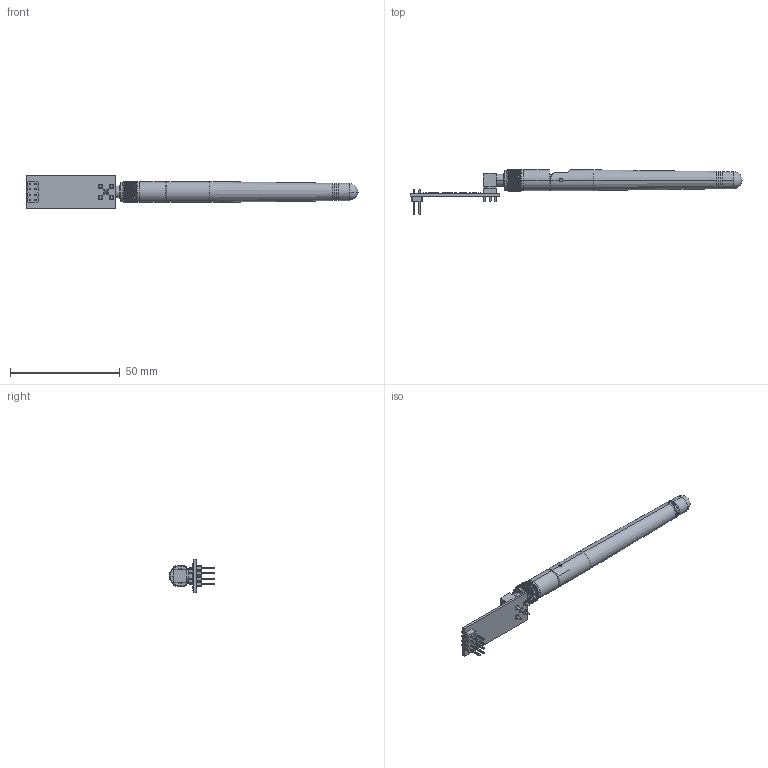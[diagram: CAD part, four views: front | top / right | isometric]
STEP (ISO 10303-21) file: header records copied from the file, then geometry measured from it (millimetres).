
FILE_DESCRIPTION (( 'STEP AP214' ),'1' );
FILE_NAME ('NRF24L01L+Antenna.STEP','2021-06-04T13:53:58',( '' ),( '' ),'SwSTEP 2.0','SolidWorks 2016','' );
FILE_SCHEMA (( 'AUTOMOTIVE_DESIGN' ));
Length unit declared in the file: millimetre
Products named in the file (5): NRF24L01L; Antenna top; Antenna assy_0; Antenna base; NRF24L01L+Antenna
Assembly tree (4 placements, depth 3):
  NRF24L01L+Antenna
    NRF24L01L
    Antenna assy_0
      Antenna base
      Antenna top
Bounding box: 151.4 x 20.74 x 15.5 mm (x, y, z)
Volume: 7849.4 mm3; surface area: 5985.9 mm2
Topology: 3 solids, 3 shells, 1449 faces, 3716 edges, 2419 vertices
Faces by surface type: plane 1048, bspline 217, cylinder 147, torus 15, cone 12, sphere 10
Entity records: 39636 total; most frequent: CARTESIAN_POINT 11107, ORIENTED_EDGE 7428, EDGE_CURVE 3714, LINE 2766, VERTEX_POINT 2419, EDGE_LOOP 1645, FACE_OUTER_BOUND 1449, ADVANCED_FACE 1449
